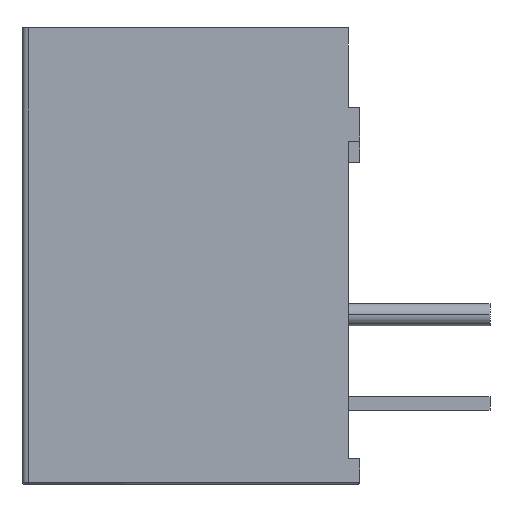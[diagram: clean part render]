
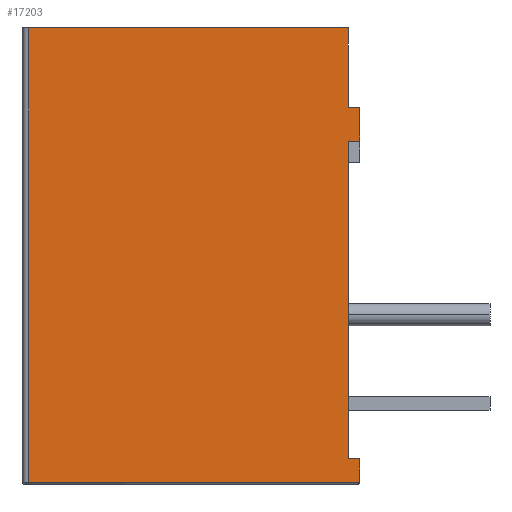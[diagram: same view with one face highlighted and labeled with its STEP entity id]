
A CAD part, left-side view. The second image highlights one B-rep face of the part: STEP entity #17203.
In plain terms, the highlighted planar face has unit normal (-1, 0, 0).
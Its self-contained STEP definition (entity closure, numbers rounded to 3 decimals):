
#230 = EDGE_CURVE ( 'NONE', #6935, #5929, #904, .T. ) ;
#282 = LINE ( 'NONE', #470, #14746 ) ;
#449 = EDGE_CURVE ( 'NONE', #15342, #6935, #5740, .T. ) ;
#470 = CARTESIAN_POINT ( 'NONE',  ( -4.85, -4.65, 0. ) ) ;
#758 = VECTOR ( 'NONE', #12522, 1000. ) ;
#904 = LINE ( 'NONE', #7778, #8566 ) ;
#1226 = CARTESIAN_POINT ( 'NONE',  ( -4.85, 5., -13.5 ) ) ;
#1326 = DIRECTION ( 'NONE',  ( 0., -1., 0. ) ) ;
#1716 = EDGE_CURVE ( 'NONE', #6846, #12091, #282, .T. ) ;
#2289 = VERTEX_POINT ( 'NONE', #8464 ) ;
#2342 = ORIENTED_EDGE ( 'NONE', *, *, #1716, .F. ) ;
#2466 = VERTEX_POINT ( 'NONE', #12820 ) ;
#2805 = EDGE_CURVE ( 'NONE', #2289, #2466, #3076, .T. ) ;
#2822 = DIRECTION ( 'NONE',  ( -1., 0., 0. ) ) ;
#3076 = LINE ( 'NONE', #12799, #12143 ) ;
#3399 = ORIENTED_EDGE ( 'NONE', *, *, #7851, .T. ) ;
#3464 = ORIENTED_EDGE ( 'NONE', *, *, #4960, .T. ) ;
#3491 = ORIENTED_EDGE ( 'NONE', *, *, #2805, .F. ) ;
#3675 = CARTESIAN_POINT ( 'NONE',  ( -4.85, 0., -12.75 ) ) ;
#4892 = DIRECTION ( 'NONE',  ( 0., 0., 1. ) ) ;
#4960 = EDGE_CURVE ( 'NONE', #5929, #15260, #5388, .T. ) ;
#5240 = CARTESIAN_POINT ( 'NONE',  ( -4.85, 4.8, -13.45 ) ) ;
#5388 = LINE ( 'NONE', #9470, #9969 ) ;
#5740 = LINE ( 'NONE', #12632, #16100 ) ;
#5813 = ORIENTED_EDGE ( 'NONE', *, *, #10351, .F. ) ;
#5876 = CARTESIAN_POINT ( 'NONE',  ( -4.85, 4.8, 0. ) ) ;
#5929 = VERTEX_POINT ( 'NONE', #15109 ) ;
#6818 = FACE_OUTER_BOUND ( 'NONE', #8346, .T. ) ;
#6846 = VERTEX_POINT ( 'NONE', #7460 ) ;
#6935 = VERTEX_POINT ( 'NONE', #5240 ) ;
#6985 = CARTESIAN_POINT ( 'NONE',  ( -4.85, 0., -3.35 ) ) ;
#7460 = CARTESIAN_POINT ( 'NONE',  ( -4.85, -4.65, -3.35 ) ) ;
#7594 = CARTESIAN_POINT ( 'NONE',  ( -4.85, -4.65, 0. ) ) ;
#7778 = CARTESIAN_POINT ( 'NONE',  ( -4.85, -5., -13.45 ) ) ;
#7851 = EDGE_CURVE ( 'NONE', #15260, #12091, #16139, .T. ) ;
#8008 = PLANE ( 'NONE',  #8122 ) ;
#8122 = AXIS2_PLACEMENT_3D ( 'NONE', #1226, #2822, #9558 ) ;
#8219 = DIRECTION ( 'NONE',  ( 0., 0., -1. ) ) ;
#8287 = LINE ( 'NONE', #13834, #11314 ) ;
#8346 = EDGE_LOOP ( 'NONE', ( #12889, #13455, #3464, #3399, #2342, #10897, #9896, #3491, #12922, #5813 ) ) ;
#8464 = CARTESIAN_POINT ( 'NONE',  ( -4.85, -4.65, -2.35 ) ) ;
#8566 = VECTOR ( 'NONE', #10610, 1000. ) ;
#8806 = DIRECTION ( 'NONE',  ( 0., 0., -1. ) ) ;
#9254 = CARTESIAN_POINT ( 'NONE',  ( -4.85, -4.65, -12.75 ) ) ;
#9316 = CARTESIAN_POINT ( 'NONE',  ( -4.85, -4.65, 0. ) ) ;
#9470 = CARTESIAN_POINT ( 'NONE',  ( -4.85, -5., -13.5 ) ) ;
#9558 = DIRECTION ( 'NONE',  ( 0., -1., 0. ) ) ;
#9896 = ORIENTED_EDGE ( 'NONE', *, *, #16493, .T. ) ;
#9969 = VECTOR ( 'NONE', #12187, 1000. ) ;
#10351 = EDGE_CURVE ( 'NONE', #15342, #13247, #8287, .T. ) ;
#10610 = DIRECTION ( 'NONE',  ( 0., -1., 0. ) ) ;
#10897 = ORIENTED_EDGE ( 'NONE', *, *, #11795, .T. ) ;
#11274 = DIRECTION ( 'NONE',  ( 0., 0., -1. ) ) ;
#11314 = VECTOR ( 'NONE', #1326, 1000. ) ;
#11518 = DIRECTION ( 'NONE',  ( 0., -1., 0. ) ) ;
#11795 = EDGE_CURVE ( 'NONE', #6846, #17689, #13907, .T. ) ;
#12091 = VERTEX_POINT ( 'NONE', #9254 ) ;
#12143 = VECTOR ( 'NONE', #11518, 1000. ) ;
#12187 = DIRECTION ( 'NONE',  ( 0., 0., 1. ) ) ;
#12437 = VECTOR ( 'NONE', #13412, 1000. ) ;
#12522 = DIRECTION ( 'NONE',  ( 0., -1., 0. ) ) ;
#12632 = CARTESIAN_POINT ( 'NONE',  ( -4.85, 4.8, -13.5 ) ) ;
#12799 = CARTESIAN_POINT ( 'NONE',  ( -4.85, 0., -2.35 ) ) ;
#12820 = CARTESIAN_POINT ( 'NONE',  ( -4.85, -5., -2.35 ) ) ;
#12889 = ORIENTED_EDGE ( 'NONE', *, *, #449, .T. ) ;
#12922 = ORIENTED_EDGE ( 'NONE', *, *, #14585, .F. ) ;
#13247 = VERTEX_POINT ( 'NONE', #7594 ) ;
#13412 = DIRECTION ( 'NONE',  ( 0., 1., 0. ) ) ;
#13455 = ORIENTED_EDGE ( 'NONE', *, *, #230, .T. ) ;
#13834 = CARTESIAN_POINT ( 'NONE',  ( -4.85, 5., 0. ) ) ;
#13907 = LINE ( 'NONE', #6985, #758 ) ;
#14068 = CARTESIAN_POINT ( 'NONE',  ( -4.85, -5., -3.35 ) ) ;
#14585 = EDGE_CURVE ( 'NONE', #13247, #2289, #17784, .T. ) ;
#14746 = VECTOR ( 'NONE', #8806, 1000. ) ;
#14799 = LINE ( 'NONE', #15985, #15635 ) ;
#15109 = CARTESIAN_POINT ( 'NONE',  ( -4.85, -5., -13.45 ) ) ;
#15260 = VERTEX_POINT ( 'NONE', #16003 ) ;
#15342 = VERTEX_POINT ( 'NONE', #5876 ) ;
#15635 = VECTOR ( 'NONE', #4892, 1000. ) ;
#15985 = CARTESIAN_POINT ( 'NONE',  ( -4.85, -5., -13.5 ) ) ;
#16003 = CARTESIAN_POINT ( 'NONE',  ( -4.85, -5., -12.75 ) ) ;
#16100 = VECTOR ( 'NONE', #11274, 1000. ) ;
#16139 = LINE ( 'NONE', #3675, #12437 ) ;
#16493 = EDGE_CURVE ( 'NONE', #17689, #2466, #14799, .T. ) ;
#17203 = ADVANCED_FACE ( 'NONE', ( #6818 ), #8008, .T. ) ;
#17536 = VECTOR ( 'NONE', #8219, 1000. ) ;
#17689 = VERTEX_POINT ( 'NONE', #14068 ) ;
#17784 = LINE ( 'NONE', #9316, #17536 ) ;
